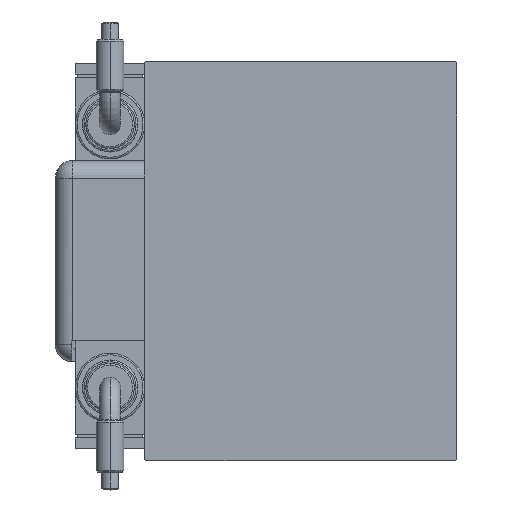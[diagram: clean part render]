
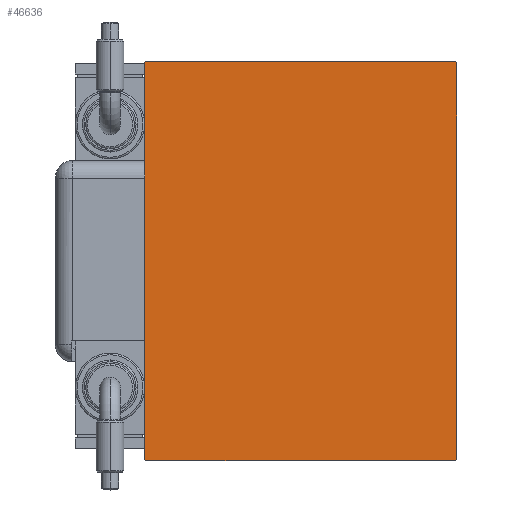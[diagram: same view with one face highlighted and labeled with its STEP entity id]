
A CAD part, left-side view. The second image highlights one B-rep face of the part: STEP entity #46636.
In plain terms, the highlighted face is planar.
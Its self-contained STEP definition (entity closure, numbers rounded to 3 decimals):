
#2171 = ORIENTED_EDGE ( 'NONE', *, *, #48556, .T. ) ;
#3069 = CARTESIAN_POINT ( 'NONE',  ( 138., -51.1, 51.1 ) ) ;
#3169 = CARTESIAN_POINT ( 'NONE',  ( 138., -45., -57.2 ) ) ;
#3554 = DIRECTION ( 'NONE',  ( 0., 0.707, 0.707 ) ) ;
#5437 = EDGE_CURVE ( 'NONE', #44839, #48130, #59388, .T. ) ;
#5808 = LINE ( 'NONE', #25679, #42656 ) ;
#5906 = AXIS2_PLACEMENT_3D ( 'NONE', #42400, #33809, #9933 ) ;
#6019 = VERTEX_POINT ( 'NONE', #29000 ) ;
#7747 = ORIENTED_EDGE ( 'NONE', *, *, #35582, .T. ) ;
#8450 = CARTESIAN_POINT ( 'NONE',  ( 138., 45., -57.5 ) ) ;
#8673 = CARTESIAN_POINT ( 'NONE',  ( 138., 44.7, 57.5 ) ) ;
#9933 = DIRECTION ( 'NONE',  ( 0., 0., -1. ) ) ;
#11048 = EDGE_CURVE ( 'NONE', #60198, #34641, #34139, .T. ) ;
#11110 = VERTEX_POINT ( 'NONE', #3169 ) ;
#12738 = LINE ( 'NONE', #50081, #43565 ) ;
#14191 = ORIENTED_EDGE ( 'NONE', *, *, #55026, .T. ) ;
#14829 = FACE_OUTER_BOUND ( 'NONE', #15978, .T. ) ;
#15135 = PLANE ( 'NONE',  #5906 ) ;
#15780 = DIRECTION ( 'NONE',  ( 0., -0.707, 0.707 ) ) ;
#15978 = EDGE_LOOP ( 'NONE', ( #25360, #54588, #14191, #2171, #7747, #55253, #55374, #35020 ) ) ;
#18181 = VERTEX_POINT ( 'NONE', #56742 ) ;
#19899 = CARTESIAN_POINT ( 'NONE',  ( 138., 45., 57.5 ) ) ;
#21261 = LINE ( 'NONE', #26446, #36230 ) ;
#21755 = DIRECTION ( 'NONE',  ( 0., -0.707, -0.707 ) ) ;
#22684 = VECTOR ( 'NONE', #27117, 1000. ) ;
#23260 = CARTESIAN_POINT ( 'NONE',  ( 138., 44.7, -57.5 ) ) ;
#25077 = DIRECTION ( 'NONE',  ( 0., -1., 0. ) ) ;
#25177 = VECTOR ( 'NONE', #60502, 1000. ) ;
#25360 = ORIENTED_EDGE ( 'NONE', *, *, #11048, .T. ) ;
#25679 = CARTESIAN_POINT ( 'NONE',  ( 138., -51.1, -51.1 ) ) ;
#26446 = CARTESIAN_POINT ( 'NONE',  ( 138., 51.1, 51.1 ) ) ;
#26984 = CARTESIAN_POINT ( 'NONE',  ( 138., -45., 57.2 ) ) ;
#27117 = DIRECTION ( 'NONE',  ( 0., 0., 1. ) ) ;
#28060 = CARTESIAN_POINT ( 'NONE',  ( 138., -45., 57.5 ) ) ;
#29000 = CARTESIAN_POINT ( 'NONE',  ( 138., 45., 57.2 ) ) ;
#29683 = VERTEX_POINT ( 'NONE', #8673 ) ;
#29682 = LINE ( 'NONE', #19899, #41803 ) ;
#30325 = EDGE_CURVE ( 'NONE', #34641, #18181, #12738, .T. ) ;
#31008 = EDGE_CURVE ( 'NONE', #11110, #60198, #5808, .T. ) ;
#33809 = DIRECTION ( 'NONE',  ( 1., 0., 0. ) ) ;
#34139 = LINE ( 'NONE', #57392, #37244 ) ;
#34641 = VERTEX_POINT ( 'NONE', #23260 ) ;
#34745 = DIRECTION ( 'NONE',  ( 0., 1., 0. ) ) ;
#35020 = ORIENTED_EDGE ( 'NONE', *, *, #31008, .T. ) ;
#35582 = EDGE_CURVE ( 'NONE', #29683, #44839, #29682, .T. ) ;
#36230 = VECTOR ( 'NONE', #15780, 1000. ) ;
#37244 = VECTOR ( 'NONE', #34745, 1000. ) ;
#38277 = DIRECTION ( 'NONE',  ( 0., 0.707, -0.707 ) ) ;
#38657 = CARTESIAN_POINT ( 'NONE',  ( 138., -44.7, -57.5 ) ) ;
#40149 = EDGE_CURVE ( 'NONE', #48130, #11110, #47947, .T. ) ;
#41803 = VECTOR ( 'NONE', #25077, 1000. ) ;
#42400 = CARTESIAN_POINT ( 'NONE',  ( 138., 0., 0. ) ) ;
#42656 = VECTOR ( 'NONE', #38277, 1000. ) ;
#43565 = VECTOR ( 'NONE', #3554, 1000. ) ;
#44839 = VERTEX_POINT ( 'NONE', #58446 ) ;
#46636 = ADVANCED_FACE ( 'NONE', ( #14829 ), #15135, .T. ) ;
#47947 = LINE ( 'NONE', #28060, #25177 ) ;
#48130 = VERTEX_POINT ( 'NONE', #26984 ) ;
#48556 = EDGE_CURVE ( 'NONE', #6019, #29683, #21261, .T. ) ;
#50081 = CARTESIAN_POINT ( 'NONE',  ( 138., 51.1, -51.1 ) ) ;
#51809 = VECTOR ( 'NONE', #21755, 1000. ) ;
#53767 = LINE ( 'NONE', #8450, #22684 ) ;
#54588 = ORIENTED_EDGE ( 'NONE', *, *, #30325, .T. ) ;
#55026 = EDGE_CURVE ( 'NONE', #18181, #6019, #53767, .T. ) ;
#55253 = ORIENTED_EDGE ( 'NONE', *, *, #5437, .T. ) ;
#55374 = ORIENTED_EDGE ( 'NONE', *, *, #40149, .T. ) ;
#56742 = CARTESIAN_POINT ( 'NONE',  ( 138., 45., -57.2 ) ) ;
#57392 = CARTESIAN_POINT ( 'NONE',  ( 138., -45., -57.5 ) ) ;
#58446 = CARTESIAN_POINT ( 'NONE',  ( 138., -44.7, 57.5 ) ) ;
#59388 = LINE ( 'NONE', #3069, #51809 ) ;
#60198 = VERTEX_POINT ( 'NONE', #38657 ) ;
#60502 = DIRECTION ( 'NONE',  ( 0., 0., -1. ) ) ;
